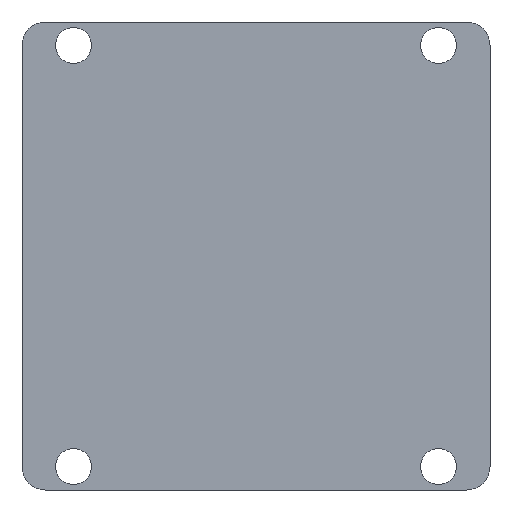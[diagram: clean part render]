
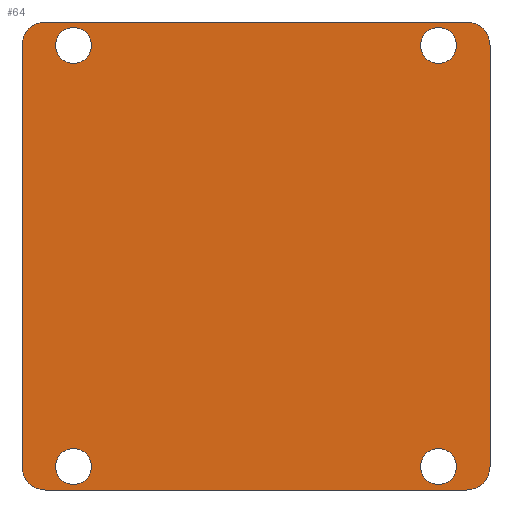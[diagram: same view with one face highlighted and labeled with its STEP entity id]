
A CAD part, front view. The second image highlights one B-rep face of the part: STEP entity #64.
In plain terms, the highlighted planar face has unit normal (0, -1, 0).
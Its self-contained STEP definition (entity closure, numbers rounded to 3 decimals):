
#64=ADVANCED_FACE('',(#157,#158,#159,#160,#161),#87,.F.);
#87=PLANE('',#487);
#100=LINE('',#681,#130);
#106=LINE('',#692,#136);
#109=LINE('',#698,#139);
#114=LINE('',#707,#144);
#130=VECTOR('',#545,1.);
#136=VECTOR('',#553,1.);
#139=VECTOR('',#558,1.);
#144=VECTOR('',#565,1.);
#157=FACE_BOUND('',#194,.T.);
#158=FACE_BOUND('',#195,.T.);
#159=FACE_BOUND('',#196,.T.);
#160=FACE_BOUND('',#197,.T.);
#161=FACE_BOUND('',#198,.T.);
#194=EDGE_LOOP('',(#268));
#195=EDGE_LOOP('',(#269));
#196=EDGE_LOOP('',(#270));
#197=EDGE_LOOP('',(#271));
#198=EDGE_LOOP('',(#272,#273,#274,#275,#276,#277,#278,#279));
#268=ORIENTED_EDGE('',*,*,#416,.T.);
#269=ORIENTED_EDGE('',*,*,#417,.T.);
#270=ORIENTED_EDGE('',*,*,#418,.T.);
#271=ORIENTED_EDGE('',*,*,#419,.T.);
#272=ORIENTED_EDGE('',*,*,#399,.F.);
#273=ORIENTED_EDGE('',*,*,#420,.T.);
#274=ORIENTED_EDGE('',*,*,#413,.F.);
#275=ORIENTED_EDGE('',*,*,#421,.T.);
#276=ORIENTED_EDGE('',*,*,#408,.F.);
#277=ORIENTED_EDGE('',*,*,#422,.T.);
#278=ORIENTED_EDGE('',*,*,#405,.F.);
#279=ORIENTED_EDGE('',*,*,#423,.T.);
#356=VERTEX_POINT('',#680);
#357=VERTEX_POINT('',#682);
#360=VERTEX_POINT('',#691);
#361=VERTEX_POINT('',#693);
#362=VERTEX_POINT('',#697);
#363=VERTEX_POINT('',#699);
#366=VERTEX_POINT('',#708);
#367=VERTEX_POINT('',#709);
#368=VERTEX_POINT('',#714);
#369=VERTEX_POINT('',#716);
#370=VERTEX_POINT('',#718);
#371=VERTEX_POINT('',#720);
#399=EDGE_CURVE('',#356,#357,#100,.T.);
#405=EDGE_CURVE('',#360,#361,#106,.T.);
#408=EDGE_CURVE('',#362,#363,#109,.T.);
#413=EDGE_CURVE('',#366,#367,#114,.T.);
#416=EDGE_CURVE('',#368,#368,#446,.T.);
#417=EDGE_CURVE('',#369,#369,#447,.T.);
#418=EDGE_CURVE('',#370,#370,#448,.T.);
#419=EDGE_CURVE('',#371,#371,#449,.T.);
#420=EDGE_CURVE('',#356,#367,#450,.T.);
#421=EDGE_CURVE('',#366,#363,#451,.T.);
#422=EDGE_CURVE('',#362,#361,#452,.T.);
#423=EDGE_CURVE('',#360,#357,#453,.T.);
#446=CIRCLE('',#479,1.15);
#447=CIRCLE('',#480,1.15);
#448=CIRCLE('',#481,1.15);
#449=CIRCLE('',#482,1.15);
#450=CIRCLE('',#483,1.5);
#451=CIRCLE('',#484,1.5);
#452=CIRCLE('',#485,1.5);
#453=CIRCLE('',#486,1.5);
#479=AXIS2_PLACEMENT_3D('',#713,#570,#571);
#480=AXIS2_PLACEMENT_3D('',#715,#572,#573);
#481=AXIS2_PLACEMENT_3D('',#717,#574,#575);
#482=AXIS2_PLACEMENT_3D('',#719,#576,#577);
#483=AXIS2_PLACEMENT_3D('',#721,#578,#579);
#484=AXIS2_PLACEMENT_3D('',#722,#580,#581);
#485=AXIS2_PLACEMENT_3D('',#723,#582,#583);
#486=AXIS2_PLACEMENT_3D('',#724,#584,#585);
#487=AXIS2_PLACEMENT_3D('',#725,#586,#587);
#545=DIRECTION('',(0.,0.,1.));
#553=DIRECTION('',(1.,0.,0.));
#558=DIRECTION('',(0.,0.,-1.));
#565=DIRECTION('',(-1.,0.,0.));
#570=DIRECTION('',(0.,1.,0.));
#571=DIRECTION('',(0.,0.,1.));
#572=DIRECTION('',(0.,1.,0.));
#573=DIRECTION('',(0.,0.,1.));
#574=DIRECTION('',(0.,1.,0.));
#575=DIRECTION('',(0.,0.,1.));
#576=DIRECTION('',(0.,1.,0.));
#577=DIRECTION('',(0.,0.,1.));
#578=DIRECTION('',(0.,-1.,0.));
#579=DIRECTION('',(0.,0.,1.));
#580=DIRECTION('',(0.,-1.,0.));
#581=DIRECTION('',(0.,0.,1.));
#582=DIRECTION('',(0.,-1.,0.));
#583=DIRECTION('',(0.,0.,1.));
#584=DIRECTION('',(0.,-1.,0.));
#585=DIRECTION('',(0.,0.,1.));
#586=DIRECTION('',(0.,1.,0.));
#587=DIRECTION('',(0.,0.,1.));
#680=CARTESIAN_POINT('',(-15.,-5.,-13.5));
#681=CARTESIAN_POINT('',(-15.,-5.,-15.));
#682=CARTESIAN_POINT('',(-15.,-5.,13.5));
#691=CARTESIAN_POINT('',(-13.5,-5.,15.));
#692=CARTESIAN_POINT('',(-15.,-5.,15.));
#693=CARTESIAN_POINT('',(13.5,-5.,15.));
#697=CARTESIAN_POINT('',(15.,-5.,13.5));
#698=CARTESIAN_POINT('',(15.,-5.,15.));
#699=CARTESIAN_POINT('',(15.,-5.,-13.5));
#707=CARTESIAN_POINT('',(15.,-5.,-15.));
#708=CARTESIAN_POINT('',(13.5,-5.,-15.));
#709=CARTESIAN_POINT('',(-13.5,-5.,-15.));
#713=CARTESIAN_POINT('',(11.7,-5.,13.5));
#714=CARTESIAN_POINT('',(11.7,-5.,14.65));
#715=CARTESIAN_POINT('',(11.7,-5.,-13.5));
#716=CARTESIAN_POINT('',(11.7,-5.,-12.35));
#717=CARTESIAN_POINT('',(-11.7,-5.,13.5));
#718=CARTESIAN_POINT('',(-11.7,-5.,14.65));
#719=CARTESIAN_POINT('',(-11.7,-5.,-13.5));
#720=CARTESIAN_POINT('',(-11.7,-5.,-12.35));
#721=CARTESIAN_POINT('',(-13.5,-5.,-13.5));
#722=CARTESIAN_POINT('',(13.5,-5.,-13.5));
#723=CARTESIAN_POINT('',(13.5,-5.,13.5));
#724=CARTESIAN_POINT('',(-13.5,-5.,13.5));
#725=CARTESIAN_POINT('',(0.,-5.,0.));
